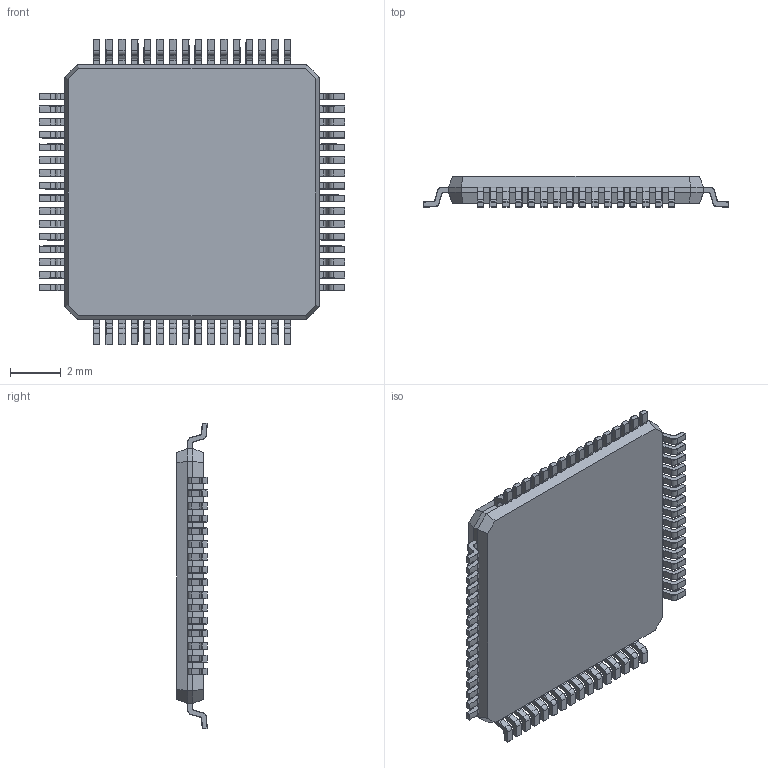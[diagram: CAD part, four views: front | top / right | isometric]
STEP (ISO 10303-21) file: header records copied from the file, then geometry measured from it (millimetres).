
FILE_DESCRIPTION (( 'STEP AP214' ), '1' );
FILE_NAME ('TQFP64_10x10mm_Grid_0_5.STEP', '2012-03-13T21:15:38', ( 'JFDuval' ), ( '' ), 'SwSTEP 2.0', 'SolidWorks 2010', '' );
FILE_SCHEMA (( 'AUTOMOTIVE_DESIGN' ));
Length unit declared in the file: centimetre
Products named in the file (3): User Library-TQFP64_Grid_0.5_TQFP64_Koerper_2; User Library-TQFP64_Grid_0.5_TQFP_PIN_2; TQFP64_10x10mm_Grid_0_5
Assembly tree (65 placements, depth 2):
  TQFP64_10x10mm_Grid_0_5
    User Library-TQFP64_Grid_0.5_TQFP_PIN_2  x64
    User Library-TQFP64_Grid_0.5_TQFP64_Koerper_2
Bounding box: 12 x 1.2 x 12 mm (x, y, z)
Volume: 108.5 mm3; surface area: 347.2 mm2
Topology: 65 solids, 65 shells, 2714 faces, 5496 edges, 2592 vertices
Faces by surface type: cylinder 1536, plane 666, torus 512
Entity records: 3046 total; most frequent: DIRECTION 440, CARTESIAN_POINT 344, ORIENTED_EDGE 272, AXIS2_PLACEMENT_3D 168, EDGE_CURVE 136, VECTOR 104, LINE 104, UNCERTAINTY_MEASURE_WITH_UNIT 75
